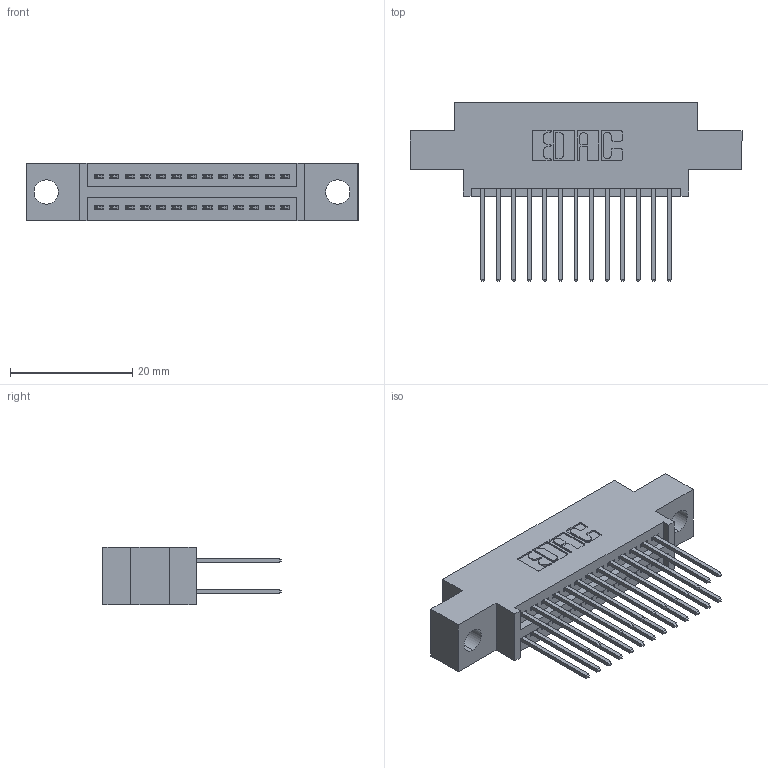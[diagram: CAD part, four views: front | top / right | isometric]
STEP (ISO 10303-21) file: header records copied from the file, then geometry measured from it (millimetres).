
FILE_DESCRIPTION (( 'STEP AP203' ), '1' );
FILE_NAME ('395-026-540-804.STEP', '2021-06-16T19:29:13', ( '' ), ( '' ), 'SwSTEP 2.0', 'SolidWorks 2020', '' );
FILE_SCHEMA (( 'CONFIG_CONTROL_DESIGN' ));
Length unit declared in the file: inch
Products named in the file (3): 345 Part_0.170 Offset - 0.156 Dia-TI; 345-292-001_345-293-140; 395-026-540-804
Assembly tree (27 placements, depth 2):
  395-026-540-804
    345 Part_0.170 Offset - 0.156 Dia-TI
    345-292-001_345-293-140  x26
Bounding box: 54.23 x 29.13 x 9.4 mm (x, y, z)
Volume: 4877.9 mm3; surface area: 7101 mm2
Topology: 27 solids, 27 shells, 1444 faces, 4263 edges, 2806 vertices
Faces by surface type: plane 956, cylinder 488
Entity records: 14673 total; most frequent: CARTESIAN_POINT 2494, ORIENTED_EDGE 2426, DIRECTION 2233, EDGE_CURVE 1213, LINE 1029, VECTOR 1029, VERTEX_POINT 806, AXIS2_PLACEMENT_3D 602
